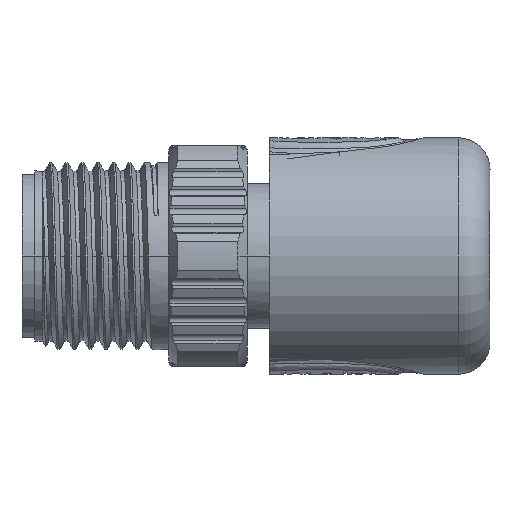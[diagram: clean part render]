
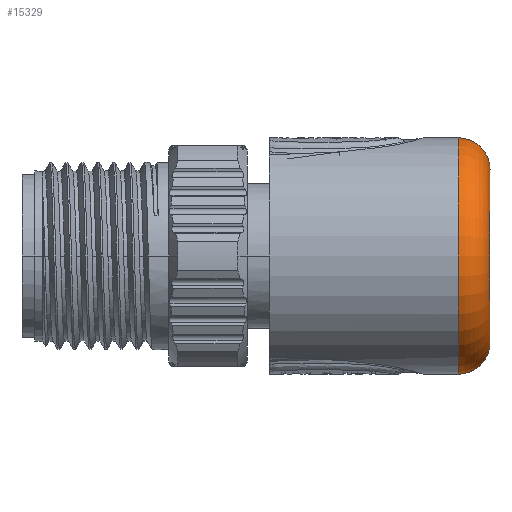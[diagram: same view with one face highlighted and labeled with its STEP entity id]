
A CAD part, left-side view. The second image highlights one B-rep face of the part: STEP entity #15329.
In plain terms, the highlighted toroidal (fillet/blend) face has major radius 5.5 mm and minor radius 2 mm.
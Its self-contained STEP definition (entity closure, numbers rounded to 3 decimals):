
#1928=CARTESIAN_POINT('',(-0.211,-17.9,
-7.497));
#2055=CARTESIAN_POINT('',(-0.155,-19.9,
5.498));
#2056=CARTESIAN_POINT('',(-0.159,-19.9,
5.593));
#2057=CARTESIAN_POINT('',(-0.164,-19.886,
5.783));
#2058=CARTESIAN_POINT('',(-0.17,-19.826,
6.063));
#2059=CARTESIAN_POINT('',(-0.179,-19.725,
6.332));
#2060=CARTESIAN_POINT('',(-0.19,-19.588,
6.583));
#2061=CARTESIAN_POINT('',(-0.193,-19.416,
6.812));
#2062=CARTESIAN_POINT('',(-0.198,-19.213,
7.015));
#2063=CARTESIAN_POINT('',(-0.206,-18.984,
7.186));
#2064=CARTESIAN_POINT('',(-0.208,-18.732,
7.323));
#2065=CARTESIAN_POINT('',(-0.207,-18.464,
7.423));
#2066=CARTESIAN_POINT('',(-0.213,-18.184,
7.484));
#2067=CARTESIAN_POINT('',(-0.204,-17.994,
7.497));
#2068=CARTESIAN_POINT('',(-0.212,-17.9,
7.497));
#2070=CARTESIAN_POINT('',(0.,-19.9,0.));
#2071=DIRECTION('',(0.,-1.,0.));
#2072=DIRECTION('',(-0.028,0.,1.));
#2073=AXIS2_PLACEMENT_3D('',#2070,#2071,#2072);
#2075=CARTESIAN_POINT('',(-0.155,-19.9,
-5.498));
#2076=CARTESIAN_POINT('',(-0.159,-19.9,
-5.593));
#2077=CARTESIAN_POINT('',(-0.167,-19.886,
-5.783));
#2078=CARTESIAN_POINT('',(-0.172,-19.826,
-6.063));
#2079=CARTESIAN_POINT('',(-0.179,-19.725,
-6.332));
#2080=CARTESIAN_POINT('',(-0.189,-19.588,
-6.583));
#2081=CARTESIAN_POINT('',(-0.193,-19.416,
-6.812));
#2082=CARTESIAN_POINT('',(-0.198,-19.213,
-7.015));
#2083=CARTESIAN_POINT('',(-0.206,-18.984,
-7.186));
#2084=CARTESIAN_POINT('',(-0.208,-18.732,
-7.323));
#2085=CARTESIAN_POINT('',(-0.207,-18.464,
-7.423));
#2086=CARTESIAN_POINT('',(-0.213,-18.184,
-7.484));
#2087=CARTESIAN_POINT('',(-0.204,-17.994,
-7.497));
#2088=CARTESIAN_POINT('',(-0.211,-17.9,
-7.497));
#2090=CARTESIAN_POINT('',(0.,-17.9,0.));
#2091=DIRECTION('',(0.,1.,0.));
#2092=DIRECTION('',(-0.028,0.,-1.));
#2093=AXIS2_PLACEMENT_3D('',#2090,#2091,#2092);
#11942=CARTESIAN_POINT('',(-0.155,-19.9,
5.498));
#11943=CARTESIAN_POINT('',(-0.155,-19.9,
-5.498));
#11944=VERTEX_POINT('',#11942);
#11945=VERTEX_POINT('',#11943);
#11950=VERTEX_POINT('',#2068);
#11954=VERTEX_POINT('',#1928);
#15316=CARTESIAN_POINT('',(0.,-17.9,0.));
#15317=DIRECTION('',(0.,1.,0.));
#15318=DIRECTION('',(1.,0.,0.001));
#15319=AXIS2_PLACEMENT_3D('',#15316,#15317,#15318);
#15320=TOROIDAL_SURFACE('',#15319,5.5,2.);
#15321=ORIENTED_EDGE('',*,*,#15306,.F.);
#15323=ORIENTED_EDGE('',*,*,#15322,.T.);
#15325=ORIENTED_EDGE('',*,*,#15324,.T.);
#15326=ORIENTED_EDGE('',*,*,#15230,.T.);
#15327=EDGE_LOOP('',(#15321,#15323,#15325,#15326));
#15328=FACE_OUTER_BOUND('',#15327,.F.);
#15329=ADVANCED_FACE('',(#15328),#15320,.T.);
#2069=B_SPLINE_CURVE_WITH_KNOTS('',3,(#2055,#2056,#2057,#2058,#2059,#2060,#2061,
#2062,#2063,#2064,#2065,#2066,#2067,#2068),.UNSPECIFIED.,.F.,.F.,(4,1,1,1,1,1,1,
1,1,1,1,4),(0.,0.091,0.182,0.273,
0.364,0.455,0.545,0.636,
0.727,0.818,0.909,1.),.UNSPECIFIED.);
#2074=CIRCLE('',#2073,5.5);
#2089=B_SPLINE_CURVE_WITH_KNOTS('',3,(#2075,#2076,#2077,#2078,#2079,#2080,#2081,
#2082,#2083,#2084,#2085,#2086,#2087,#2088),.UNSPECIFIED.,.F.,.F.,(4,1,1,1,1,1,1,
1,1,1,1,4),(0.,0.091,0.182,0.273,
0.364,0.455,0.545,0.636,
0.727,0.818,0.909,1.),.UNSPECIFIED.);
#2094=CIRCLE('',#2093,7.5);
#15230=EDGE_CURVE('',#11954,#11950,#2094,.T.);
#15306=EDGE_CURVE('',#11944,#11950,#2069,.T.);
#15322=EDGE_CURVE('',#11944,#11945,#2074,.T.);
#15324=EDGE_CURVE('',#11945,#11954,#2089,.T.);
